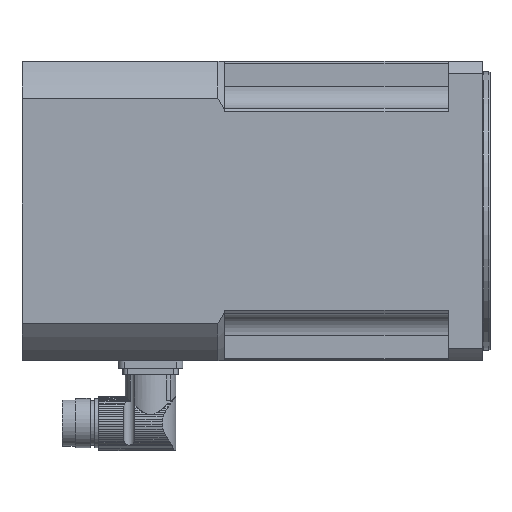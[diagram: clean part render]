
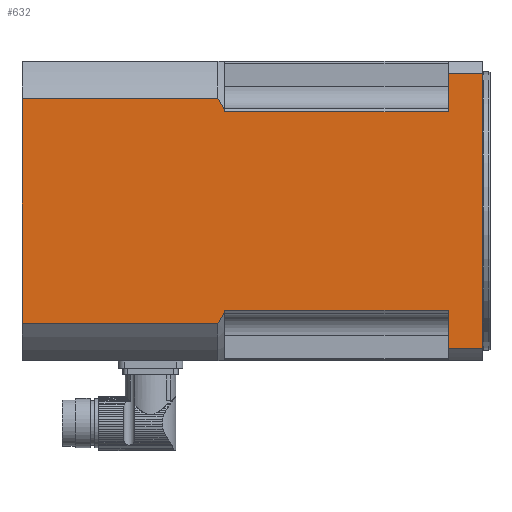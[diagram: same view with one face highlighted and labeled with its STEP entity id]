
A CAD part, left-side view. The second image highlights one B-rep face of the part: STEP entity #632.
In plain terms, the highlighted planar face has unit normal (-1, 0, 0).
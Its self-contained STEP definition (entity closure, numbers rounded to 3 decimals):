
#632=ADVANCED_FACE('',(#939),#886,.T.);
#886=PLANE('',#4571);
#939=FACE_OUTER_BOUND('',#1168,.T.);
#1168=EDGE_LOOP('',(#1625,#1626,#1627,#1628,#1629,#1630,#1631,#1632,#1633,
#1634,#1635,#1636,#1637,#1638));
#1477=B_SPLINE_CURVE_WITH_KNOTS('',3,(#6360,#6361,#6362,#6363),.UNSPECIFIED.,
.F.,.F.,(4,4),(0.,1.),.UNSPECIFIED.);
#1478=B_SPLINE_CURVE_WITH_KNOTS('',3,(#6383,#6384,#6385,#6386),.UNSPECIFIED.,
.F.,.F.,(4,4),(0.,1.),.UNSPECIFIED.);
#1625=ORIENTED_EDGE('',*,*,#3401,.T.);
#1626=ORIENTED_EDGE('',*,*,#3402,.T.);
#1627=ORIENTED_EDGE('',*,*,#3403,.T.);
#1628=ORIENTED_EDGE('',*,*,#3404,.F.);
#1629=ORIENTED_EDGE('',*,*,#3405,.T.);
#1630=ORIENTED_EDGE('',*,*,#3406,.F.);
#1631=ORIENTED_EDGE('',*,*,#3407,.T.);
#1632=ORIENTED_EDGE('',*,*,#3408,.F.);
#1633=ORIENTED_EDGE('',*,*,#3409,.T.);
#1634=ORIENTED_EDGE('',*,*,#3410,.F.);
#1635=ORIENTED_EDGE('',*,*,#3411,.T.);
#1636=ORIENTED_EDGE('',*,*,#3412,.T.);
#1637=ORIENTED_EDGE('',*,*,#3413,.T.);
#1638=ORIENTED_EDGE('',*,*,#3414,.F.);
#2939=VERTEX_POINT('',#6358);
#2940=VERTEX_POINT('',#6359);
#2941=VERTEX_POINT('',#6364);
#2942=VERTEX_POINT('',#6366);
#2943=VERTEX_POINT('',#6368);
#2944=VERTEX_POINT('',#6370);
#2945=VERTEX_POINT('',#6372);
#2946=VERTEX_POINT('',#6374);
#2947=VERTEX_POINT('',#6376);
#2948=VERTEX_POINT('',#6378);
#2949=VERTEX_POINT('',#6380);
#2950=VERTEX_POINT('',#6382);
#2951=VERTEX_POINT('',#6387);
#2952=VERTEX_POINT('',#6389);
#3401=EDGE_CURVE('',#2939,#2940,#4058,.T.);
#3402=EDGE_CURVE('',#2940,#2941,#1477,.T.);
#3403=EDGE_CURVE('',#2941,#2942,#4059,.T.);
#3404=EDGE_CURVE('',#2943,#2942,#4060,.T.);
#3405=EDGE_CURVE('',#2943,#2944,#4061,.T.);
#3406=EDGE_CURVE('',#2945,#2944,#4062,.T.);
#3407=EDGE_CURVE('',#2945,#2946,#4063,.T.);
#3408=EDGE_CURVE('',#2947,#2946,#4064,.T.);
#3409=EDGE_CURVE('',#2947,#2948,#4065,.T.);
#3410=EDGE_CURVE('',#2949,#2948,#4066,.T.);
#3411=EDGE_CURVE('',#2949,#2950,#4067,.T.);
#3412=EDGE_CURVE('',#2950,#2951,#1478,.T.);
#3413=EDGE_CURVE('',#2951,#2952,#4068,.T.);
#3414=EDGE_CURVE('',#2939,#2952,#4069,.T.);
#4058=LINE('',#6357,#4314);
#4059=LINE('',#6365,#4315);
#4060=LINE('',#6367,#4316);
#4061=LINE('',#6369,#4317);
#4062=LINE('',#6371,#4318);
#4063=LINE('',#6373,#4319);
#4064=LINE('',#6375,#4320);
#4065=LINE('',#6377,#4321);
#4066=LINE('',#6379,#4322);
#4067=LINE('',#6381,#4323);
#4068=LINE('',#6388,#4324);
#4069=LINE('',#6390,#4325);
#4314=VECTOR('',#5082,1.);
#4315=VECTOR('',#5083,1.);
#4316=VECTOR('',#5084,1.);
#4317=VECTOR('',#5085,1.);
#4318=VECTOR('',#5086,1.);
#4319=VECTOR('',#5087,1.);
#4320=VECTOR('',#5088,1.);
#4321=VECTOR('',#5089,1.);
#4322=VECTOR('',#5090,1.);
#4323=VECTOR('',#5091,1.);
#4324=VECTOR('',#5092,1.);
#4325=VECTOR('',#5093,1.);
#4571=AXIS2_PLACEMENT_3D('',#6391,#5094,#5095);
#5082=DIRECTION('',(0.,-1.,0.));
#5083=DIRECTION('',(0.,0.,1.));
#5084=DIRECTION('',(0.,1.,0.));
#5085=DIRECTION('',(0.,0.,-1.));
#5086=DIRECTION('',(0.,1.,0.));
#5087=DIRECTION('',(0.,0.,1.));
#5088=DIRECTION('',(0.,-1.,0.));
#5089=DIRECTION('',(0.,0.,-1.));
#5090=DIRECTION('',(0.,-1.,0.));
#5091=DIRECTION('',(0.,0.,1.));
#5092=DIRECTION('',(0.,1.,0.));
#5093=DIRECTION('',(0.,0.,1.));
#5094=DIRECTION('',(-1.,0.,0.));
#5095=DIRECTION('',(0.,0.,1.));
#6357=CARTESIAN_POINT('',(-35.,120.,-17.5));
#6358=CARTESIAN_POINT('',(-35.,214.5,-17.5));
#6359=CARTESIAN_POINT('',(-35.,123.,-17.5));
#6360=CARTESIAN_POINT('',(-35.,123.,-17.5));
#6361=CARTESIAN_POINT('',(-35.,121.975,-15.792));
#6362=CARTESIAN_POINT('',(-35.,120.974,-14.069));
#6363=CARTESIAN_POINT('',(-35.,120.,-12.331));
#6364=CARTESIAN_POINT('',(-35.,120.,-12.331));
#6365=CARTESIAN_POINT('',(-35.,120.,-35.));
#6366=CARTESIAN_POINT('',(-35.,120.,-11.433));
#6367=CARTESIAN_POINT('',(-35.,120.,-11.433));
#6368=CARTESIAN_POINT('',(-35.,15.5,-11.433));
#6369=CARTESIAN_POINT('',(-35.,15.5,-35.));
#6370=CARTESIAN_POINT('',(-35.,15.5,-29.226));
#6371=CARTESIAN_POINT('',(-35.,-0.5,-29.226));
#6372=CARTESIAN_POINT('',(-35.,-0.5,-29.226));
#6373=CARTESIAN_POINT('',(-35.,-0.5,-35.));
#6374=CARTESIAN_POINT('',(-35.,-0.5,99.226));
#6375=CARTESIAN_POINT('',(-35.,-0.5,99.226));
#6376=CARTESIAN_POINT('',(-35.,15.5,99.226));
#6377=CARTESIAN_POINT('',(-35.,15.5,-35.));
#6378=CARTESIAN_POINT('',(-35.,15.5,81.433));
#6379=CARTESIAN_POINT('',(-35.,120.,81.433));
#6380=CARTESIAN_POINT('',(-35.,120.,81.433));
#6381=CARTESIAN_POINT('',(-35.,120.,-35.));
#6382=CARTESIAN_POINT('',(-35.,120.,82.331));
#6383=CARTESIAN_POINT('',(-35.,120.,82.331));
#6384=CARTESIAN_POINT('',(-35.,120.974,84.069));
#6385=CARTESIAN_POINT('',(-35.,121.975,85.792));
#6386=CARTESIAN_POINT('',(-35.,123.,87.5));
#6387=CARTESIAN_POINT('',(-35.,123.,87.5));
#6388=CARTESIAN_POINT('',(-35.,120.,87.5));
#6389=CARTESIAN_POINT('',(-35.,214.5,87.5));
#6390=CARTESIAN_POINT('',(-35.,214.5,-35.));
#6391=CARTESIAN_POINT('',(-35.,59.75,-35.));
